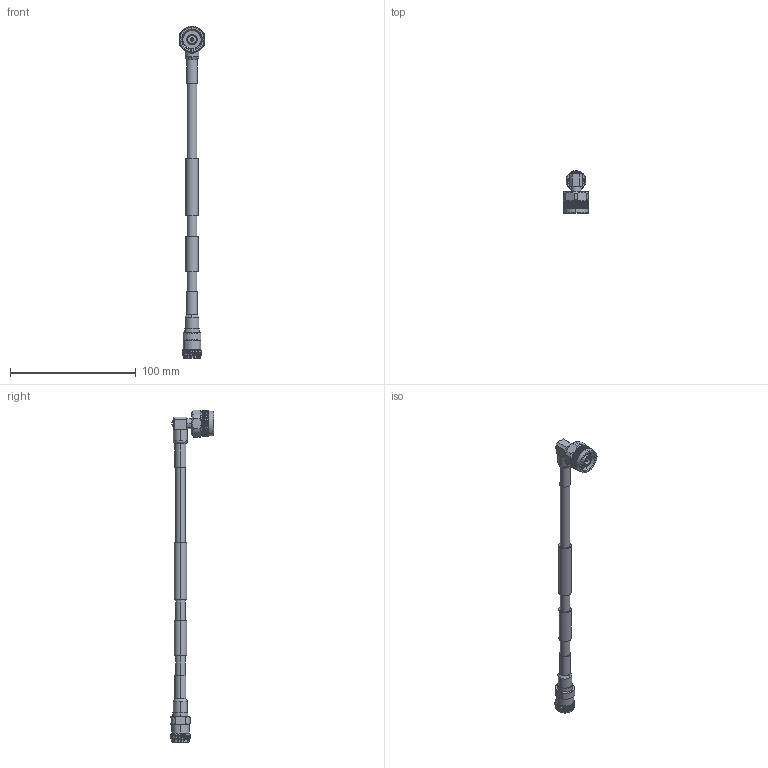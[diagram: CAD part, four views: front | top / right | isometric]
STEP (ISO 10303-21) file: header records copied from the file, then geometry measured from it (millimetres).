
FILE_DESCRIPTION (( 'STEP AP214' ), '1' );
FILE_NAME ('PE3C7847.step', '2021-02-09T19:19:55', ( '' ), ( '' ), 'SwSTEP 2.0', 'SolidWorks 2018', '' );
FILE_SCHEMA (( 'AUTOMOTIVE_DESIGN' ));
Length unit declared in the file: inch
Products named in the file (5): PE45666^PE3C7847; PE-1/4SFHC^PE3C7847; PE3C7847; PE45665^PE3C7847_Default 2; Heat Shrink^PE3C7847
Assembly tree (5 placements, depth 2):
  PE3C7847
    PE-1/4SFHC^PE3C7847
    Heat Shrink^PE3C7847  x2
    PE45665^PE3C7847_Default 2
    PE45666^PE3C7847
Bounding box: 20.14 x 34.23 x 263.65 mm (x, y, z)
Volume: 22667.2 mm3; surface area: 12874.7 mm2
Topology: 5 solids, 5 shells, 2357 faces, 5134 edges, 2809 vertices
Faces by surface type: bspline 1690, cylinder 530, plane 81, cone 52, torus 4
Entity records: 81011 total; most frequent: CARTESIAN_POINT 48420, ORIENTED_EDGE 10232, EDGE_CURVE 5116, VERTEX_POINT 2797, DIRECTION 2385, EDGE_LOOP 2375, FACE_OUTER_BOUND 2349, ADVANCED_FACE 2349
